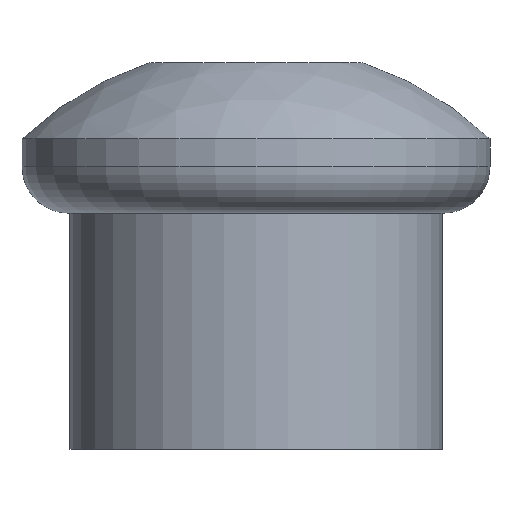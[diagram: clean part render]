
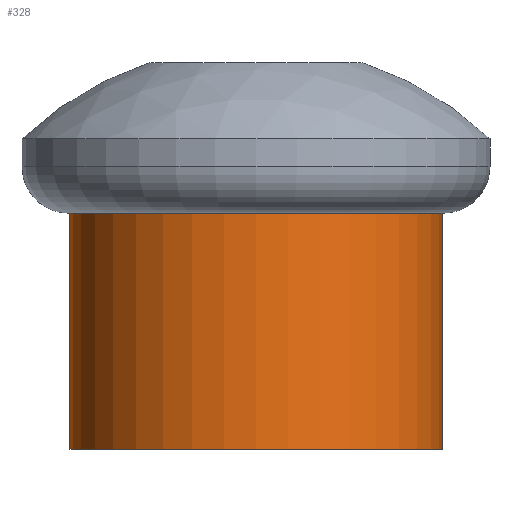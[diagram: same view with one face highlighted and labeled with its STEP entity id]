
A CAD part, front view. The second image highlights one B-rep face of the part: STEP entity #328.
In plain terms, the highlighted cylindrical face has radius 5 mm (diameter 10 mm), a partial arc.
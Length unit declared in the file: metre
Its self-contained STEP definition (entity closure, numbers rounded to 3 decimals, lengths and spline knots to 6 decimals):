
#2 = CARTESIAN_POINT ( 'NONE',  ( -0.081692, 0.187117, 0.01 ) ) ;
#6 = CARTESIAN_POINT ( 'NONE',  ( -0.076692, 0.187117, 0.024142 ) ) ;
#11 = DIRECTION ( 'NONE',  ( 0., 0., -1. ) ) ;
#23 = VECTOR ( 'NONE', #286, 1. ) ;
#41 = CARTESIAN_POINT ( 'NONE',  ( -0.081692, 0.187117, 0.024142 ) ) ;
#50 = FACE_OUTER_BOUND ( 'NONE', #349, .T. ) ;
#56 = CARTESIAN_POINT ( 'NONE',  ( -0.086692, 0.187117, 0.01 ) ) ;
#65 = VERTEX_POINT ( 'NONE', #56 ) ;
#80 = ORIENTED_EDGE ( 'NONE', *, *, #397, .F. ) ;
#118 = EDGE_CURVE ( 'NONE', #267, #301, #441, .T. ) ;
#144 = CYLINDRICAL_SURFACE ( 'NONE', #348, 0.005 ) ;
#146 = DIRECTION ( 'NONE',  ( -1., 0., 0. ) ) ;
#167 = VERTEX_POINT ( 'NONE', #209 ) ;
#178 = LINE ( 'NONE', #6, #23 ) ;
#181 = CARTESIAN_POINT ( 'NONE',  ( -0.086692, 0.187119, 0.003651 ) ) ;
#188 = CARTESIAN_POINT ( 'NONE',  ( -0.081692, 0.187117, 0.003651 ) ) ;
#196 = ORIENTED_EDGE ( 'NONE', *, *, #118, .F. ) ;
#209 = CARTESIAN_POINT ( 'NONE',  ( -0.076692, 0.187117, 0.01 ) ) ;
#261 = AXIS2_PLACEMENT_3D ( 'NONE', #2, #376, #303 ) ;
#267 = VERTEX_POINT ( 'NONE', #447 ) ;
#269 = EDGE_CURVE ( 'NONE', #65, #167, #382, .T. ) ;
#286 = DIRECTION ( 'NONE',  ( 0., 0., -1. ) ) ;
#289 = LINE ( 'NONE', #312, #318 ) ;
#301 = VERTEX_POINT ( 'NONE', #181 ) ;
#303 = DIRECTION ( 'NONE',  ( 1., 0., 0. ) ) ;
#312 = CARTESIAN_POINT ( 'NONE',  ( -0.086692, 0.187117, 0.024142 ) ) ;
#316 = DIRECTION ( 'NONE',  ( 0., 0., -1. ) ) ;
#318 = VECTOR ( 'NONE', #11, 1. ) ;
#321 = DIRECTION ( 'NONE',  ( -1., 0., 0. ) ) ;
#328 = ADVANCED_FACE ( 'NONE', ( #50 ), #144, .T. ) ;
#331 = ORIENTED_EDGE ( 'NONE', *, *, #269, .F. ) ;
#348 = AXIS2_PLACEMENT_3D ( 'NONE', #41, #316, #146 ) ;
#349 = EDGE_LOOP ( 'NONE', ( #80, #331, #406, #196 ) ) ;
#358 = DIRECTION ( 'NONE',  ( 0., 0., -1. ) ) ;
#376 = DIRECTION ( 'NONE',  ( 0., 0., 1. ) ) ;
#382 = CIRCLE ( 'NONE', #261, 0.005 ) ;
#396 = AXIS2_PLACEMENT_3D ( 'NONE', #188, #358, #321 ) ;
#397 = EDGE_CURVE ( 'NONE', #167, #267, #178, .T. ) ;
#406 = ORIENTED_EDGE ( 'NONE', *, *, #428, .T. ) ;
#428 = EDGE_CURVE ( 'NONE', #65, #301, #289, .T. ) ;
#441 = CIRCLE ( 'NONE', #396, 0.005 ) ;
#447 = CARTESIAN_POINT ( 'NONE',  ( -0.076692, 0.18712, 0.003651 ) ) ;
